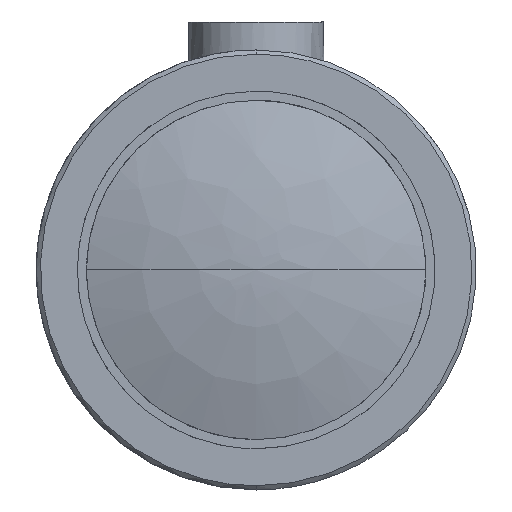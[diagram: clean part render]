
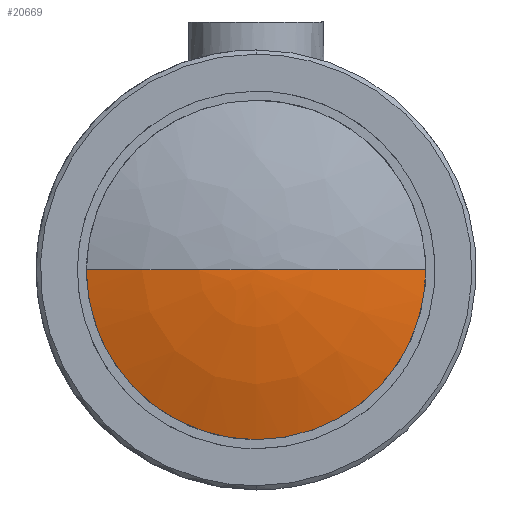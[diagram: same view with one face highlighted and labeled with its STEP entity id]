
A CAD part, left-side view. The second image highlights one B-rep face of the part: STEP entity #20669.
In plain terms, the highlighted free-form (B-spline) face has degree [3, 3] with [4, 7] control points.
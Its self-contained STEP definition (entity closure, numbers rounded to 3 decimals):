
#120 = CARTESIAN_POINT ( 'NONE',  ( -81.885, 0., 0. ) ) ;
#346 = CARTESIAN_POINT ( 'NONE',  ( -78.563, 20.05, 0. ) ) ;
#571 = CARTESIAN_POINT ( 'NONE',  ( -81.885, 0., 0. ) ) ;
#2452 = CARTESIAN_POINT ( 'NONE',  ( -78.563, -10.025, -20.05 ) ) ;
#3708 = CARTESIAN_POINT ( 'NONE',  ( -81.885, 0., -6.836 ) ) ;
#3934 = CARTESIAN_POINT ( 'NONE',  ( -78.563, 11.745, -20.05 ) ) ;
#4108 =( BOUNDED_SURFACE ( )  B_SPLINE_SURFACE ( 3, 3, ( 
 ( #346, #6828, #3934, #27781, #13519, #10630, #37577 ),
 ( #7050, #27555, #13743, #37352, #7273, #34247, #41380 ),
 ( #20888, #20441, #38032, #3708, #26891, #17311, #17085 ),
 ( #31128, #30675, #30901, #120, #571, #10859, #21109 ) ),
 .UNSPECIFIED., .F., .F., .F. ) 
 B_SPLINE_SURFACE_WITH_KNOTS ( ( 4, 4 ),
 ( 4, 3, 4 ),
 ( 0., 1. ),
 ( 0., 0.5, 1. ),
 .UNSPECIFIED. ) 
 GEOMETRIC_REPRESENTATION_ITEM ( )  RATIONAL_B_SPLINE_SURFACE ( (
 ( 1., 0.805, 0.805, 1., 0.805, 0.805, 1.),
 ( 0.991, 0.798, 0.798, 0.991, 0.798, 0.798, 0.991),
 ( 0.991, 0.798, 0.798, 0.991, 0.798, 0.798, 0.991),
 ( 1., 0.805, 0.805, 1., 0.805, 0.805, 1.) ) ) 
 REPRESENTATION_ITEM ( '' )  SURFACE ( )  );
#4738 = VERTEX_POINT ( 'NONE', #25955 ) ;
#5374 = CARTESIAN_POINT ( 'NONE',  ( -78.563, 0., -20.05 ) ) ;
#6381 = CARTESIAN_POINT ( 'NONE',  ( -80.768, 13.58, 0. ) ) ;
#6600 = CARTESIAN_POINT ( 'NONE',  ( -81.885, 6.836, 0. ) ) ;
#6828 = CARTESIAN_POINT ( 'NONE',  ( -78.563, 20.05, -11.745 ) ) ;
#7050 = CARTESIAN_POINT ( 'NONE',  ( -80.768, 13.58, 0. ) ) ;
#7273 = CARTESIAN_POINT ( 'NONE',  ( -80.768, -7.955, -13.58 ) ) ;
#7321 = ORIENTED_EDGE ( 'NONE', *, *, #24798, .T. ) ;
#8485 = CARTESIAN_POINT ( 'NONE',  ( -78.563, 20.05, 0. ) ) ;
#8545 = EDGE_CURVE ( 'NONE', #27782, #4738, #20430, .T. ) ;
#9411 =( BOUNDED_CURVE ( )  B_SPLINE_CURVE ( 3, ( #11841, #25432, #39022, #8485 ),
 .UNSPECIFIED., .F., .T. ) 
 B_SPLINE_CURVE_WITH_KNOTS ( ( 4, 4 ),
 ( 0., 0.5 ),
 .UNSPECIFIED. ) 
 CURVE ( )  GEOMETRIC_REPRESENTATION_ITEM ( )  RATIONAL_B_SPLINE_CURVE ( ( 1., 0.805, 0.805, 1. ) ) 
 REPRESENTATION_ITEM ( '' )  );
#9631 = CARTESIAN_POINT ( 'NONE',  ( -80.768, -13.58, 0. ) ) ;
#10445 = EDGE_LOOP ( 'NONE', ( #7321, #28374, #23346, #43882 ) ) ;
#10630 = CARTESIAN_POINT ( 'NONE',  ( -78.563, -20.05, -11.745 ) ) ;
#10859 = CARTESIAN_POINT ( 'NONE',  ( -81.885, 0., 0. ) ) ;
#11841 = CARTESIAN_POINT ( 'NONE',  ( -78.563, 0., -20.05 ) ) ;
#13519 = CARTESIAN_POINT ( 'NONE',  ( -78.563, -11.745, -20.05 ) ) ;
#13736 = CARTESIAN_POINT ( 'NONE',  ( -78.563, 20.05, 0. ) ) ;
#13743 = CARTESIAN_POINT ( 'NONE',  ( -80.768, 7.955, -13.58 ) ) ;
#15742 = CARTESIAN_POINT ( 'NONE',  ( -78.563, -20.05, 0. ) ) ;
#16580 = EDGE_CURVE ( 'NONE', #36520, #43941, #9411, .T. ) ;
#17078 = CARTESIAN_POINT ( 'NONE',  ( -81.885, 0., 0. ) ) ;
#17085 = CARTESIAN_POINT ( 'NONE',  ( -81.885, -6.836, 0. ) ) ;
#17311 = CARTESIAN_POINT ( 'NONE',  ( -81.885, -6.836, -4.004 ) ) ;
#19904 = CARTESIAN_POINT ( 'NONE',  ( -81.885, 0., 0. ) ) ;
#20430 =( BOUNDED_CURVE ( )  B_SPLINE_CURVE ( 3, ( #40170, #9631, #23228, #19904 ),
 .UNSPECIFIED., .F., .T. ) 
 B_SPLINE_CURVE_WITH_KNOTS ( ( 4, 4 ),
 ( 0., 1. ),
 .UNSPECIFIED. ) 
 CURVE ( )  GEOMETRIC_REPRESENTATION_ITEM ( )  RATIONAL_B_SPLINE_CURVE ( ( 1., 0.991, 0.991, 1. ) ) 
 REPRESENTATION_ITEM ( '' )  );
#20441 = CARTESIAN_POINT ( 'NONE',  ( -81.885, 6.836, -4.004 ) ) ;
#20669 = ADVANCED_FACE ( 'NONE', ( #34477 ), #4108, .F. ) ;
#20888 = CARTESIAN_POINT ( 'NONE',  ( -81.885, 6.836, 0. ) ) ;
#21109 = CARTESIAN_POINT ( 'NONE',  ( -81.885, 0., 0. ) ) ;
#21861 = EDGE_CURVE ( 'NONE', #27782, #36520, #28578, .T. ) ;
#23228 = CARTESIAN_POINT ( 'NONE',  ( -81.885, -6.836, 0. ) ) ;
#23346 = ORIENTED_EDGE ( 'NONE', *, *, #21861, .F. ) ;
#24798 = EDGE_CURVE ( 'NONE', #4738, #43941, #29214, .T. ) ;
#25432 = CARTESIAN_POINT ( 'NONE',  ( -78.563, 11.745, -20.05 ) ) ;
#25955 = CARTESIAN_POINT ( 'NONE',  ( -81.885, 0., 0. ) ) ;
#26891 = CARTESIAN_POINT ( 'NONE',  ( -81.885, -4.004, -6.836 ) ) ;
#27116 = CARTESIAN_POINT ( 'NONE',  ( -78.563, 20.05, 0. ) ) ;
#27555 = CARTESIAN_POINT ( 'NONE',  ( -80.768, 13.58, -7.955 ) ) ;
#27781 = CARTESIAN_POINT ( 'NONE',  ( -78.563, 0., -20.05 ) ) ;
#27782 = VERTEX_POINT ( 'NONE', #15742 ) ;
#28374 = ORIENTED_EDGE ( 'NONE', *, *, #16580, .F. ) ;
#28578 =( BOUNDED_CURVE ( )  B_SPLINE_CURVE ( 3, ( #39247, #32992, #2452, #5374 ),
 .UNSPECIFIED., .F., .T. ) 
 B_SPLINE_CURVE_WITH_KNOTS ( ( 4, 4 ),
 ( 0., 0.5 ),
 .UNSPECIFIED. ) 
 CURVE ( )  GEOMETRIC_REPRESENTATION_ITEM ( )  RATIONAL_B_SPLINE_CURVE ( ( 0.5, 0.5, 0.667, 1. ) ) 
 REPRESENTATION_ITEM ( '' )  );
#29214 =( BOUNDED_CURVE ( )  B_SPLINE_CURVE ( 3, ( #17078, #6600, #6381, #13736 ),
 .UNSPECIFIED., .F., .T. ) 
 B_SPLINE_CURVE_WITH_KNOTS ( ( 4, 4 ),
 ( 0., 1. ),
 .UNSPECIFIED. ) 
 CURVE ( )  GEOMETRIC_REPRESENTATION_ITEM ( )  RATIONAL_B_SPLINE_CURVE ( ( 1., 0.991, 0.991, 1. ) ) 
 REPRESENTATION_ITEM ( '' )  );
#30675 = CARTESIAN_POINT ( 'NONE',  ( -81.885, 0., 0. ) ) ;
#30901 = CARTESIAN_POINT ( 'NONE',  ( -81.885, 0., 0. ) ) ;
#31128 = CARTESIAN_POINT ( 'NONE',  ( -81.885, 0., 0. ) ) ;
#32992 = CARTESIAN_POINT ( 'NONE',  ( -78.563, -20.05, -13.367 ) ) ;
#34247 = CARTESIAN_POINT ( 'NONE',  ( -80.768, -13.58, -7.955 ) ) ;
#34477 = FACE_OUTER_BOUND ( 'NONE', #10445, .T. ) ;
#34783 = CARTESIAN_POINT ( 'NONE',  ( -78.563, 0., -20.05 ) ) ;
#36520 = VERTEX_POINT ( 'NONE', #34783 ) ;
#37352 = CARTESIAN_POINT ( 'NONE',  ( -80.768, 0., -13.58 ) ) ;
#37577 = CARTESIAN_POINT ( 'NONE',  ( -78.563, -20.05, 0. ) ) ;
#38032 = CARTESIAN_POINT ( 'NONE',  ( -81.885, 4.004, -6.836 ) ) ;
#39022 = CARTESIAN_POINT ( 'NONE',  ( -78.563, 20.05, -11.745 ) ) ;
#39247 = CARTESIAN_POINT ( 'NONE',  ( -78.563, -20.05, 0. ) ) ;
#40170 = CARTESIAN_POINT ( 'NONE',  ( -78.563, -20.05, 0. ) ) ;
#41380 = CARTESIAN_POINT ( 'NONE',  ( -80.768, -13.58, 0. ) ) ;
#43882 = ORIENTED_EDGE ( 'NONE', *, *, #8545, .T. ) ;
#43941 = VERTEX_POINT ( 'NONE', #27116 ) ;
